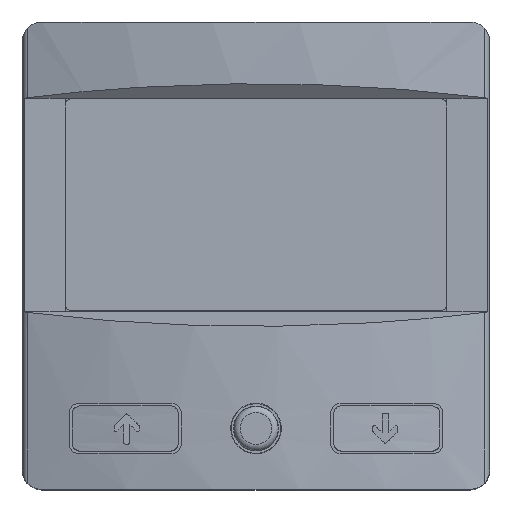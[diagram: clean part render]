
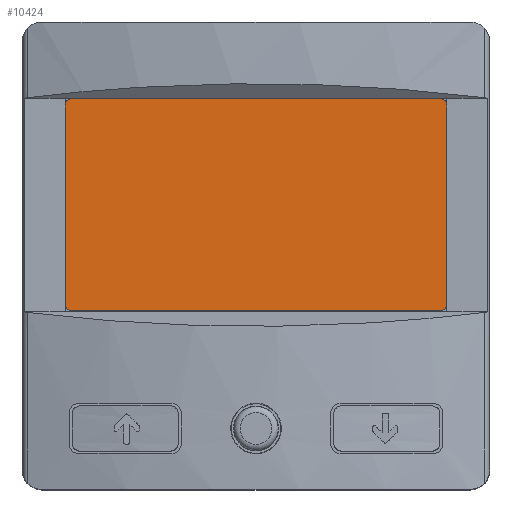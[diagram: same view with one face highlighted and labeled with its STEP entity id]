
A CAD part, top view. The second image highlights one B-rep face of the part: STEP entity #10424.
In plain terms, the highlighted planar face has unit normal (0, 0, 1).
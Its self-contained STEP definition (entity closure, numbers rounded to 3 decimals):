
#486=LINE('',#14277,#1407);
#490=LINE('',#14287,#1411);
#493=LINE('',#14295,#1414);
#496=LINE('',#14303,#1417);
#1407=VECTOR('',#11860,1000.);
#1411=VECTOR('',#11870,1000.);
#1414=VECTOR('',#11879,1000.);
#1417=VECTOR('',#11888,1000.);
#2546=ORIENTED_EDGE('',*,*,#4535,.T.);
#2547=ORIENTED_EDGE('',*,*,#4538,.T.);
#2548=ORIENTED_EDGE('',*,*,#4540,.T.);
#2549=ORIENTED_EDGE('',*,*,#4542,.T.);
#2550=ORIENTED_EDGE('',*,*,#4544,.T.);
#2551=ORIENTED_EDGE('',*,*,#4546,.T.);
#2552=ORIENTED_EDGE('',*,*,#4548,.T.);
#2553=ORIENTED_EDGE('',*,*,#4549,.T.);
#4535=EDGE_CURVE('',#5551,#5550,#486,.T.);
#4538=EDGE_CURVE('',#5550,#5552,#5914,.T.);
#4540=EDGE_CURVE('',#5552,#5553,#490,.T.);
#4542=EDGE_CURVE('',#5553,#5554,#5915,.T.);
#4544=EDGE_CURVE('',#5554,#5555,#493,.T.);
#4546=EDGE_CURVE('',#5555,#5556,#5916,.T.);
#4548=EDGE_CURVE('',#5556,#5557,#496,.T.);
#4549=EDGE_CURVE('',#5557,#5551,#5917,.T.);
#5550=VERTEX_POINT('',#14276);
#5551=VERTEX_POINT('',#14278);
#5552=VERTEX_POINT('',#14282);
#5553=VERTEX_POINT('',#14286);
#5554=VERTEX_POINT('',#14290);
#5555=VERTEX_POINT('',#14294);
#5556=VERTEX_POINT('',#14298);
#5557=VERTEX_POINT('',#14302);
#5914=CIRCLE('',#10904,0.4);
#5915=CIRCLE('',#10907,0.4);
#5916=CIRCLE('',#10910,0.4);
#5917=CIRCLE('',#10913,0.4);
#6071=EDGE_LOOP('',(#2546,#2547,#2548,#2549,#2550,#2551,#2552,#2553));
#6582=FACE_BOUND('',#6071,.T.);
#7009=PLANE('',#10914);
#10424=ADVANCED_FACE('',(#6582),#7009,.T.);
#10904=AXIS2_PLACEMENT_3D('',#14283,#11865,#11866);
#10907=AXIS2_PLACEMENT_3D('',#14291,#11874,#11875);
#10910=AXIS2_PLACEMENT_3D('',#14299,#11883,#11884);
#10913=AXIS2_PLACEMENT_3D('',#14305,#11891,#11892);
#10914=AXIS2_PLACEMENT_3D('',#14306,#11893,#11894);
#11860=DIRECTION('',(0.,-1.,0.));
#11865=DIRECTION('',(0.,0.,1.));
#11866=DIRECTION('',(1.,0.,0.));
#11870=DIRECTION('',(1.,0.,0.));
#11874=DIRECTION('',(0.,0.,1.));
#11875=DIRECTION('',(1.,0.,0.));
#11879=DIRECTION('',(0.,1.,0.));
#11883=DIRECTION('',(0.,0.,1.));
#11884=DIRECTION('',(1.,0.,0.));
#11888=DIRECTION('',(-1.,0.,0.));
#11891=DIRECTION('',(0.,0.,1.));
#11892=DIRECTION('',(1.,0.,0.));
#11893=DIRECTION('',(0.,0.,1.));
#11894=DIRECTION('',(1.,0.,0.));
#14276=CARTESIAN_POINT('',(-12.25,-3.125,25.5));
#14277=CARTESIAN_POINT('',(-12.25,9.675,25.5));
#14278=CARTESIAN_POINT('',(-12.25,9.675,25.5));
#14282=CARTESIAN_POINT('',(-11.85,-3.525,25.5));
#14283=CARTESIAN_POINT('',(-11.85,-3.125,25.5));
#14286=CARTESIAN_POINT('',(11.85,-3.525,25.5));
#14287=CARTESIAN_POINT('',(-11.85,-3.525,25.5));
#14290=CARTESIAN_POINT('',(12.25,-3.125,25.5));
#14291=CARTESIAN_POINT('',(11.85,-3.125,25.5));
#14294=CARTESIAN_POINT('',(12.25,9.675,25.5));
#14295=CARTESIAN_POINT('',(12.25,-3.125,25.5));
#14298=CARTESIAN_POINT('',(11.85,10.075,25.5));
#14299=CARTESIAN_POINT('',(11.85,9.675,25.5));
#14302=CARTESIAN_POINT('',(-11.85,10.075,25.5));
#14303=CARTESIAN_POINT('',(11.85,10.075,25.5));
#14305=CARTESIAN_POINT('',(-11.85,9.675,25.5));
#14306=CARTESIAN_POINT('',(-11.85,-3.125,25.5));
